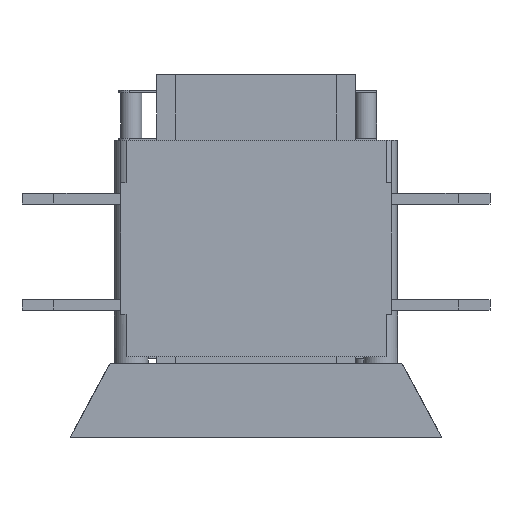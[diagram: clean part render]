
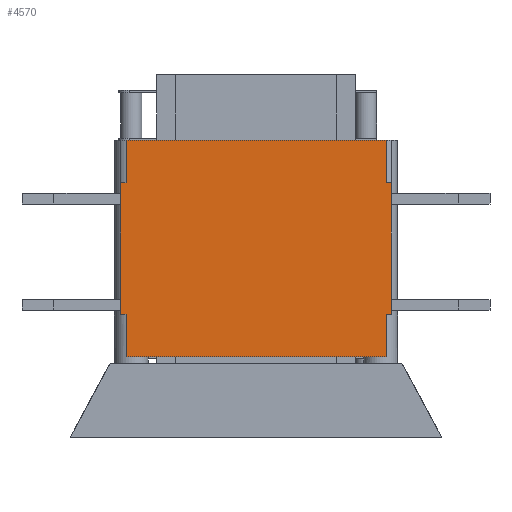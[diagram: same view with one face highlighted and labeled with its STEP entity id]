
A CAD part, left-side view. The second image highlights one B-rep face of the part: STEP entity #4570.
In plain terms, the highlighted planar face has unit normal (-1, 0, 0).
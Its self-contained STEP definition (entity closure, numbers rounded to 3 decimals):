
#546=FACE_OUTER_BOUND('',#1013,.T.);
#1013=EDGE_LOOP('',(#3772,#3773,#3774,#3775,#3776,#3777,#3778,#3779,#3780,
#3781,#3782,#3783));
#1158=VERTEX_POINT('',#8467);
#1160=VERTEX_POINT('',#8470);
#1173=VERTEX_POINT('',#8502);
#1178=VERTEX_POINT('',#8515);
#1179=VERTEX_POINT('',#8517);
#1327=VERTEX_POINT('',#8954);
#1548=VERTEX_POINT('',#9560);
#1549=VERTEX_POINT('',#9562);
#1559=VERTEX_POINT('',#9590);
#1560=VERTEX_POINT('',#9592);
#1594=VERTEX_POINT('',#9758);
#1595=VERTEX_POINT('',#9770);
#1735=EDGE_CURVE('',#1160,#1158,#4909,.T.);
#1750=EDGE_CURVE('',#1160,#1173,#4920,.T.);
#1757=EDGE_CURVE('',#1179,#1178,#4927,.T.);
#1965=EDGE_CURVE('',#1327,#1179,#5086,.T.);
#1974=EDGE_CURVE('',#1178,#1173,#5090,.T.);
#2258=EDGE_CURVE('',#1548,#1549,#5289,.T.);
#2274=EDGE_CURVE('',#1559,#1560,#5302,.T.);
#2354=EDGE_CURVE('',#1594,#1559,#5379,.T.);
#2357=EDGE_CURVE('',#1549,#1560,#5382,.T.);
#2361=EDGE_CURVE('',#1594,#1595,#5386,.T.);
#2365=EDGE_CURVE('',#1548,#1158,#5389,.T.);
#2366=EDGE_CURVE('',#1595,#1327,#5390,.T.);
#3772=ORIENTED_EDGE('',*,*,#2365,.F.);
#3773=ORIENTED_EDGE('',*,*,#2258,.T.);
#3774=ORIENTED_EDGE('',*,*,#2357,.T.);
#3775=ORIENTED_EDGE('',*,*,#2274,.F.);
#3776=ORIENTED_EDGE('',*,*,#2354,.F.);
#3777=ORIENTED_EDGE('',*,*,#2361,.T.);
#3778=ORIENTED_EDGE('',*,*,#2366,.T.);
#3779=ORIENTED_EDGE('',*,*,#1965,.T.);
#3780=ORIENTED_EDGE('',*,*,#1757,.T.);
#3781=ORIENTED_EDGE('',*,*,#1974,.T.);
#3782=ORIENTED_EDGE('',*,*,#1750,.F.);
#3783=ORIENTED_EDGE('',*,*,#1735,.T.);
#4251=PLANE('',#6525);
#4570=ADVANCED_FACE('',(#546),#4251,.T.);
#4909=LINE('',#8471,#5523);
#4920=LINE('',#8503,#5534);
#4927=LINE('',#8518,#5541);
#5086=LINE('',#8957,#5700);
#5090=LINE('',#8973,#5704);
#5289=LINE('',#9564,#5903);
#5302=LINE('',#9593,#5916);
#5379=LINE('',#9760,#5993);
#5382=LINE('',#9765,#5996);
#5386=LINE('',#9773,#6000);
#5389=LINE('',#9780,#6003);
#5390=LINE('',#9781,#6004);
#5523=VECTOR('',#6802,10.);
#5534=VECTOR('',#6829,10.);
#5541=VECTOR('',#6840,10.);
#5700=VECTOR('',#7263,10.);
#5704=VECTOR('',#7283,10.);
#5903=VECTOR('',#7830,10.);
#5916=VECTOR('',#7853,10.);
#5993=VECTOR('',#8042,10.);
#5996=VECTOR('',#8049,10.);
#6000=VECTOR('',#8057,10.);
#6003=VECTOR('',#8066,1.);
#6004=VECTOR('',#8067,1.);
#6525=AXIS2_PLACEMENT_3D('',#9779,#8064,#8065);
#6802=DIRECTION('',(0.,1.,0.));
#6829=DIRECTION('',(0.,0.,1.));
#6840=DIRECTION('',(0.,0.,1.));
#7263=DIRECTION('',(0.,1.,0.));
#7283=DIRECTION('',(0.,1.,0.));
#7830=DIRECTION('',(0.,-1.,0.));
#7853=DIRECTION('',(0.,1.,0.));
#8042=DIRECTION('',(0.,0.,-1.));
#8049=DIRECTION('',(0.,0.,-1.));
#8057=DIRECTION('',(0.,-1.,0.));
#8064=DIRECTION('center_axis',(-1.,0.,0.));
#8065=DIRECTION('ref_axis',(0.,0.,1.));
#8066=DIRECTION('',(0.,0.,1.));
#8067=DIRECTION('',(0.,0.,1.));
#8467=CARTESIAN_POINT('',(0.,127.5,164.));
#8470=CARTESIAN_POINT('',(0.,122.5,164.));
#8471=CARTESIAN_POINT('',(0.,127.5,164.));
#8502=CARTESIAN_POINT('',(0.,122.5,204.));
#8503=CARTESIAN_POINT('',(0.,122.5,164.));
#8515=CARTESIAN_POINT('',(0.,-122.5,204.));
#8517=CARTESIAN_POINT('',(0.,-122.5,164.));
#8518=CARTESIAN_POINT('',(0.,-122.5,164.));
#8954=CARTESIAN_POINT('',(0.,-127.5,164.));
#8957=CARTESIAN_POINT('',(0.,127.5,164.));
#8973=CARTESIAN_POINT('',(0.,122.5,204.));
#9560=CARTESIAN_POINT('',(0.,127.5,40.));
#9562=CARTESIAN_POINT('',(0.,122.5,40.));
#9564=CARTESIAN_POINT('',(0.,127.5,40.));
#9590=CARTESIAN_POINT('',(0.,-122.5,0.));
#9592=CARTESIAN_POINT('',(0.,122.5,0.));
#9593=CARTESIAN_POINT('',(0.,122.5,0.));
#9758=CARTESIAN_POINT('',(0.,-122.5,40.));
#9760=CARTESIAN_POINT('',(0.,-122.5,40.));
#9765=CARTESIAN_POINT('',(0.,122.5,40.));
#9770=CARTESIAN_POINT('',(0.,-127.5,40.));
#9773=CARTESIAN_POINT('',(0.,127.5,40.));
#9779=CARTESIAN_POINT('Origin',(0.,-127.5,40.));
#9780=CARTESIAN_POINT('',(0.,127.5,117.637));
#9781=CARTESIAN_POINT('',(0.,-127.5,117.637));
